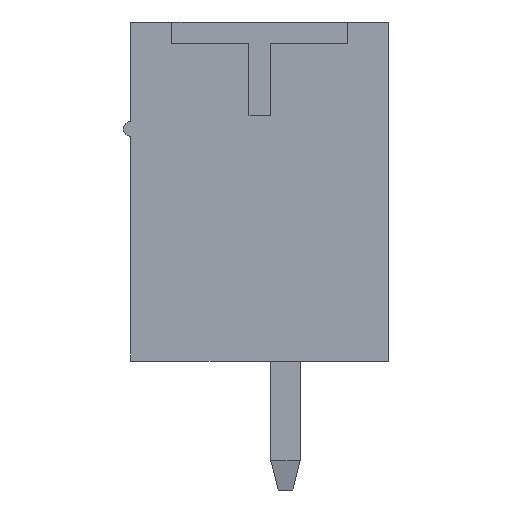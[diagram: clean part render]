
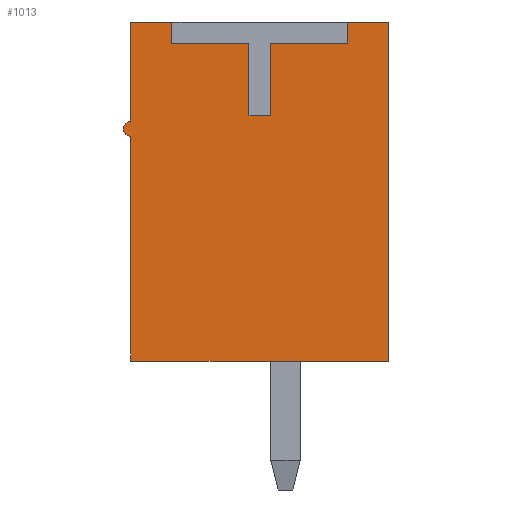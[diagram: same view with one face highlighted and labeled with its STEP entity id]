
A CAD part, left-side view. The second image highlights one B-rep face of the part: STEP entity #1013.
In plain terms, the highlighted planar face has unit normal (-1, 0, 0).
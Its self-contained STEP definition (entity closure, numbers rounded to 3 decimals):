
#1013 = ADVANCED_FACE( '', ( #2315 ), #2316, .F. );
#2315 = FACE_OUTER_BOUND( '', #3979, .T. );
#2316 = PLANE( '', #3980 );
#3979 = EDGE_LOOP( '', ( #6585, #6586, #6587, #6588, #6589, #6590, #6591, #6592, #6593, #6594, #6595, #6596, #6597, #6598 ) );
#3980 = AXIS2_PLACEMENT_3D( '', #6599, #6600, #6601 );
#6585 = ORIENTED_EDGE( '', *, *, #11070, .F. );
#6586 = ORIENTED_EDGE( '', *, *, #11071, .T. );
#6587 = ORIENTED_EDGE( '', *, *, #11072, .T. );
#6588 = ORIENTED_EDGE( '', *, *, #11073, .T. );
#6589 = ORIENTED_EDGE( '', *, *, #11074, .T. );
#6590 = ORIENTED_EDGE( '', *, *, #11075, .T. );
#6591 = ORIENTED_EDGE( '', *, *, #11076, .T. );
#6592 = ORIENTED_EDGE( '', *, *, #11077, .T. );
#6593 = ORIENTED_EDGE( '', *, *, #11078, .F. );
#6594 = ORIENTED_EDGE( '', *, *, #11079, .T. );
#6595 = ORIENTED_EDGE( '', *, *, #11080, .T. );
#6596 = ORIENTED_EDGE( '', *, *, #11081, .T. );
#6597 = ORIENTED_EDGE( '', *, *, #11082, .F. );
#6598 = ORIENTED_EDGE( '', *, *, #10546, .F. );
#6599 = CARTESIAN_POINT( '', ( -21.55, 0., 0. ) );
#6600 = DIRECTION( '', ( 1., 0., 0. ) );
#6601 = DIRECTION( '', ( 0., 0., -1. ) );
#10546 = EDGE_CURVE( '', #12824, #12826, #12827, .T. );
#11070 = EDGE_CURVE( '', #13684, #12824, #13685, .T. );
#11071 = EDGE_CURVE( '', #13684, #13686, #13687, .T. );
#11072 = EDGE_CURVE( '', #13686, #13688, #13689, .T. );
#11073 = EDGE_CURVE( '', #13688, #13690, #13691, .T. );
#11074 = EDGE_CURVE( '', #13690, #13692, #13693, .T. );
#11075 = EDGE_CURVE( '', #13692, #13694, #13695, .T. );
#11076 = EDGE_CURVE( '', #13694, #13696, #13697, .T. );
#11077 = EDGE_CURVE( '', #13696, #13698, #13699, .T. );
#11078 = EDGE_CURVE( '', #13700, #13698, #13701, .T. );
#11079 = EDGE_CURVE( '', #13700, #13702, #13703, .T. );
#11080 = EDGE_CURVE( '', #13702, #13704, #13705, .F. );
#11081 = EDGE_CURVE( '', #13704, #13706, #13707, .T. );
#11082 = EDGE_CURVE( '', #12826, #13706, #13708, .T. );
#12824 = VERTEX_POINT( '', #16075 );
#12826 = VERTEX_POINT( '', #16078 );
#12827 = LINE( '', #16079, #16080 );
#13684 = VERTEX_POINT( '', #17338 );
#13685 = LINE( '', #17339, #17340 );
#13686 = VERTEX_POINT( '', #17341 );
#13687 = LINE( '', #17342, #17343 );
#13688 = VERTEX_POINT( '', #17344 );
#13689 = LINE( '', #17345, #17346 );
#13690 = VERTEX_POINT( '', #17347 );
#13691 = LINE( '', #17348, #17349 );
#13692 = VERTEX_POINT( '', #17350 );
#13693 = LINE( '', #17351, #17352 );
#13694 = VERTEX_POINT( '', #17353 );
#13695 = LINE( '', #17354, #17355 );
#13696 = VERTEX_POINT( '', #17356 );
#13697 = LINE( '', #17357, #17358 );
#13698 = VERTEX_POINT( '', #17359 );
#13699 = LINE( '', #17360, #17361 );
#13700 = VERTEX_POINT( '', #17362 );
#13701 = LINE( '', #17363, #17364 );
#13702 = VERTEX_POINT( '', #17365 );
#13703 = LINE( '', #17366, #17367 );
#13704 = VERTEX_POINT( '', #17368 );
#13705 = CIRCLE( '', #17369, 0.2 );
#13706 = VERTEX_POINT( '', #17370 );
#13707 = LINE( '', #17371, #17372 );
#13708 = LINE( '', #17373, #17374 );
#16075 = CARTESIAN_POINT( '', ( -21.55, -3.6, 4.6 ) );
#16078 = CARTESIAN_POINT( '', ( -21.55, -3.6, -4.6 ) );
#16079 = CARTESIAN_POINT( '', ( -21.55, -3.6, 4.6 ) );
#16080 = VECTOR( '', #19924, 1000. );
#17338 = CARTESIAN_POINT( '', ( -21.55, -2.48, 4.6 ) );
#17339 = CARTESIAN_POINT( '', ( -21.55, 3.6, 4.6 ) );
#17340 = VECTOR( '', #20374, 1000. );
#17341 = CARTESIAN_POINT( '', ( -21.55, -2.48, 4.02 ) );
#17342 = CARTESIAN_POINT( '', ( -21.55, -2.48, 4.6 ) );
#17343 = VECTOR( '', #20375, 1000. );
#17344 = CARTESIAN_POINT( '', ( -21.55, -0.39, 4.02 ) );
#17345 = CARTESIAN_POINT( '', ( -21.55, -2.48, 4.02 ) );
#17346 = VECTOR( '', #20376, 1000. );
#17347 = CARTESIAN_POINT( '', ( -21.55, -0.39, 2.06 ) );
#17348 = CARTESIAN_POINT( '', ( -21.55, -0.39, 4.02 ) );
#17349 = VECTOR( '', #20377, 1000. );
#17350 = CARTESIAN_POINT( '', ( -21.55, 0.19, 2.06 ) );
#17351 = CARTESIAN_POINT( '', ( -21.55, -0.39, 2.06 ) );
#17352 = VECTOR( '', #20378, 1000. );
#17353 = CARTESIAN_POINT( '', ( -21.55, 0.19, 4.02 ) );
#17354 = CARTESIAN_POINT( '', ( -21.55, 0.19, 2.06 ) );
#17355 = VECTOR( '', #20379, 1000. );
#17356 = CARTESIAN_POINT( '', ( -21.55, 2.28, 4.02 ) );
#17357 = CARTESIAN_POINT( '', ( -21.55, 0.19, 4.02 ) );
#17358 = VECTOR( '', #20380, 1000. );
#17359 = CARTESIAN_POINT( '', ( -21.55, 2.28, 4.6 ) );
#17360 = CARTESIAN_POINT( '', ( -21.55, 2.28, 4.02 ) );
#17361 = VECTOR( '', #20381, 1000. );
#17362 = CARTESIAN_POINT( '', ( -21.55, 3.4, 4.6 ) );
#17363 = CARTESIAN_POINT( '', ( -21.55, 3.6, 4.6 ) );
#17364 = VECTOR( '', #20382, 1000. );
#17365 = CARTESIAN_POINT( '', ( -21.55, 3.4, 1.9 ) );
#17366 = CARTESIAN_POINT( '', ( -21.55, 3.4, 0. ) );
#17367 = VECTOR( '', #20383, 1000. );
#17368 = CARTESIAN_POINT( '', ( -21.55, 3.4, 1.5 ) );
#17369 = AXIS2_PLACEMENT_3D( '', #20384, #20385, #20386 );
#17370 = CARTESIAN_POINT( '', ( -21.55, 3.4, -4.6 ) );
#17371 = CARTESIAN_POINT( '', ( -21.55, 3.4, 0. ) );
#17372 = VECTOR( '', #20387, 1000. );
#17373 = CARTESIAN_POINT( '', ( -21.55, -3.6, -4.6 ) );
#17374 = VECTOR( '', #20388, 1000. );
#19924 = DIRECTION( '', ( 0., 0., -1. ) );
#20374 = DIRECTION( '', ( 0., -1., 0. ) );
#20375 = DIRECTION( '', ( 0., 0., -1. ) );
#20376 = DIRECTION( '', ( 0., 1., 0. ) );
#20377 = DIRECTION( '', ( 0., 0., -1. ) );
#20378 = DIRECTION( '', ( 0., 1., 0. ) );
#20379 = DIRECTION( '', ( 0., 0., 1. ) );
#20380 = DIRECTION( '', ( 0., 1., 0. ) );
#20381 = DIRECTION( '', ( 0., 0., 1. ) );
#20382 = DIRECTION( '', ( 0., -1., 0. ) );
#20383 = DIRECTION( '', ( 0., 0., -1. ) );
#20384 = CARTESIAN_POINT( '', ( -21.55, 3.4, 1.7 ) );
#20385 = DIRECTION( '', ( 1., 0., 0. ) );
#20386 = DIRECTION( '', ( 0., 0., -1. ) );
#20387 = DIRECTION( '', ( 0., 0., -1. ) );
#20388 = DIRECTION( '', ( 0., 1., 0. ) );
